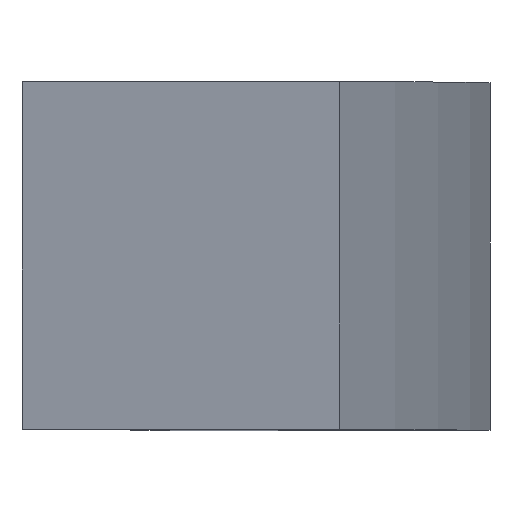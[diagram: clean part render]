
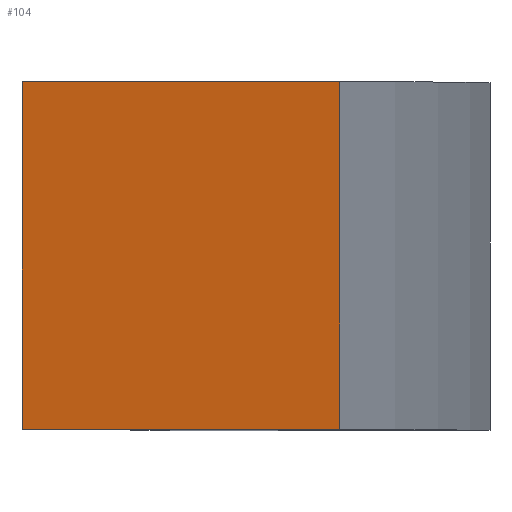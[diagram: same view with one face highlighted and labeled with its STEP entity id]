
A CAD part, top view. The second image highlights one B-rep face of the part: STEP entity #104.
In plain terms, the highlighted planar face has unit normal (-0.216, 0, 0.976).
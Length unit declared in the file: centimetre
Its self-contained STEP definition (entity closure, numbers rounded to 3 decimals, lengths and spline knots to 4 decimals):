
#21=PLANE('',#116);
#26=FACE_OUTER_BOUND('',#32,.T.);
#32=EDGE_LOOP('',(#90,#91,#92,#93));
#35=LINE('',#157,#43);
#36=LINE('',#160,#44);
#40=LINE('',#171,#48);
#41=LINE('',#173,#49);
#43=VECTOR('',#127,0.2);
#44=VECTOR('',#130,0.1871);
#48=VECTOR('',#142,0.1871);
#49=VECTOR('',#145,0.2);
#55=VERTEX_POINT('',#151);
#57=VERTEX_POINT('',#155);
#58=VERTEX_POINT('',#159);
#61=VERTEX_POINT('',#169);
#65=EDGE_CURVE('',#57,#55,#35,.T.);
#66=EDGE_CURVE('',#58,#55,#36,.T.);
#72=EDGE_CURVE('',#61,#57,#40,.T.);
#73=EDGE_CURVE('',#58,#61,#41,.T.);
#90=ORIENTED_EDGE('',*,*,#66,.T.);
#91=ORIENTED_EDGE('',*,*,#65,.F.);
#92=ORIENTED_EDGE('',*,*,#72,.F.);
#93=ORIENTED_EDGE('',*,*,#73,.F.);
#104=ADVANCED_FACE('',(#26),#21,.T.);
#116=AXIS2_PLACEMENT_3D('',#172,#143,#144);
#127=DIRECTION('',(0.,1.,0.));
#130=DIRECTION('',(-0.976,0.,-0.216));
#142=DIRECTION('',(-0.976,0.,-0.216));
#143=DIRECTION('center_axis',(-0.216,0.,0.976));
#144=DIRECTION('ref_axis',(-0.976,0.,-0.216));
#145=DIRECTION('',(0.,-1.,0.));
#151=CARTESIAN_POINT('',(10.8487,-7.2714,17.1078));
#155=CARTESIAN_POINT('',(10.8487,-7.4714,17.1078));
#157=CARTESIAN_POINT('',(10.8487,-7.4714,17.1078));
#159=CARTESIAN_POINT('',(11.0313,-7.2714,17.1482));
#160=CARTESIAN_POINT('',(11.0313,-7.2714,17.1482));
#169=CARTESIAN_POINT('',(11.0313,-7.4714,17.1482));
#171=CARTESIAN_POINT('',(11.0313,-7.4714,17.1482));
#172=CARTESIAN_POINT('Origin',(10.8487,-7.4714,17.1078));
#173=CARTESIAN_POINT('',(11.0313,-7.2714,17.1482));
